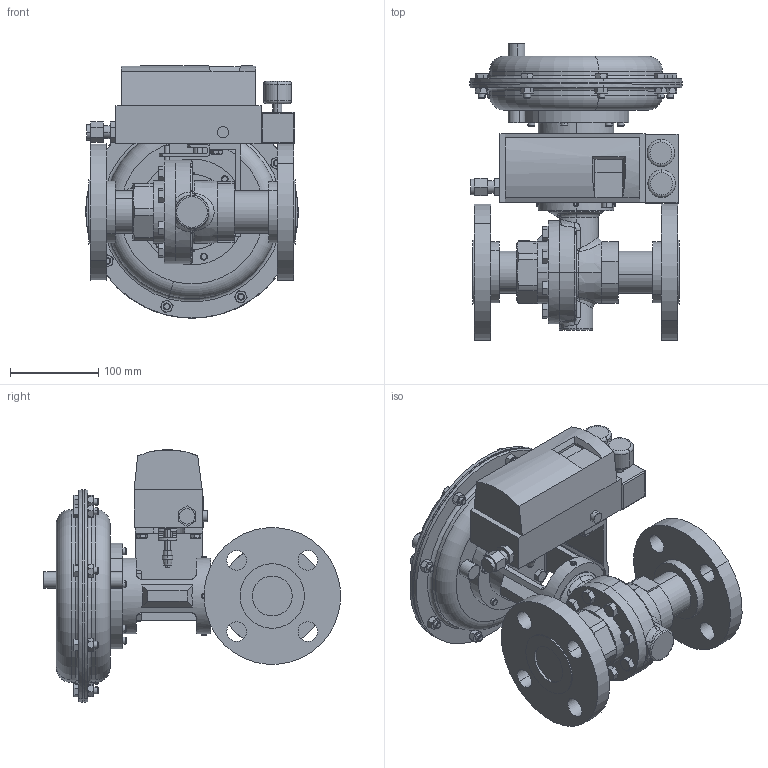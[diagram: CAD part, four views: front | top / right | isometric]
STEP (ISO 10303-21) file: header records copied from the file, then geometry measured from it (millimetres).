
FILE_DESCRIPTION (( 'STEP AP203' ), '1' );
FILE_NAME ('70SP-150-DI+BR-F3-35M-16IQ.STEP', '2017-09-11T18:54:00', ( '' ), ( '' ), 'SwSTEP 2.0', 'SolidWorks 2014', '' );
FILE_SCHEMA (( 'CONFIG_CONTROL_DESIGN' ));
Length unit declared in the file: inch
Products named in the file (1): 70SP-150-DI+BR-F3-35M-16IQ
Bounding box: 241.15 x 337.31 x 286.73 mm (x, y, z)
Volume: 5252341.3 mm3; surface area: 458726.1 mm2
Topology: 2 solids, 2 shells, 1035 faces, 2406 edges, 1468 vertices
Faces by surface type: plane 459, cone 312, cylinder 206, bspline 29, torus 27, sphere 2
Entity records: 33704 total; most frequent: CARTESIAN_POINT 11027, ORIENTED_EDGE 4792, DIRECTION 4503, EDGE_CURVE 2396, AXIS2_PLACEMENT_3D 1775, VERTEX_POINT 1468, EDGE_LOOP 1158, FACE_OUTER_BOUND 1035
